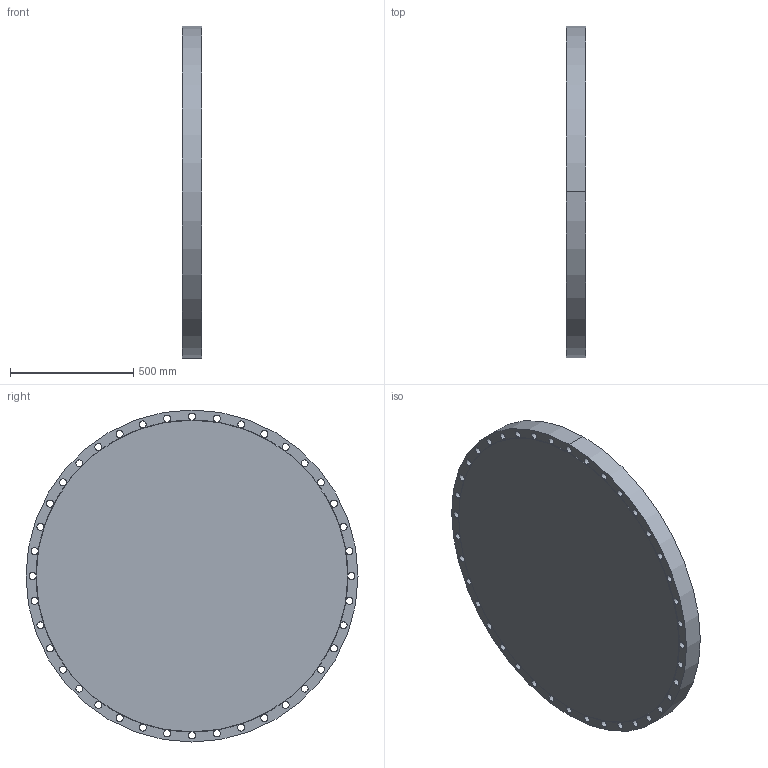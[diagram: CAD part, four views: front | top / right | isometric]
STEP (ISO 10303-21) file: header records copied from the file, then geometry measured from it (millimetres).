
FILE_DESCRIPTION (( 'STEP AP203' ), '1' );
FILE_NAME ('46_CL175_B161_RF_BLF.STEP', '2024-01-12T21:55:21', ( '' ), ( '' ), 'SwSTEP 2.0', 'SolidWorks 2023', '' );
FILE_SCHEMA (( 'CONFIG_CONTROL_DESIGN' ));
Length unit declared in the file: inch
Products named in the file (1): 46_CL175_B161_RF_BLF
Bounding box: 80.96 x 1346.2 x 1346.2 mm (x, y, z)
Volume: 112932519.3 mm3; surface area: 3422397.3 mm2
Topology: 1 solids, 1 shells, 87 faces, 327 edges, 203 vertices
Faces by surface type: cylinder 84, plane 3
Entity records: 3803 total; most frequent: DIRECTION 746, ORIENTED_EDGE 654, CARTESIAN_POINT 618, AXIS2_PLACEMENT_3D 331, EDGE_CURVE 327, CIRCLE 243, VERTEX_POINT 203, EDGE_LOOP 128
